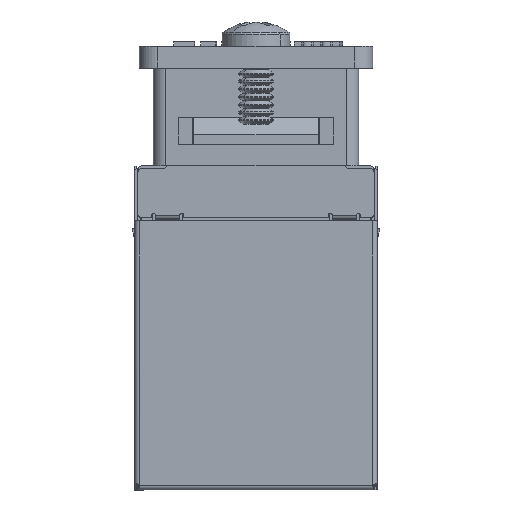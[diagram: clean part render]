
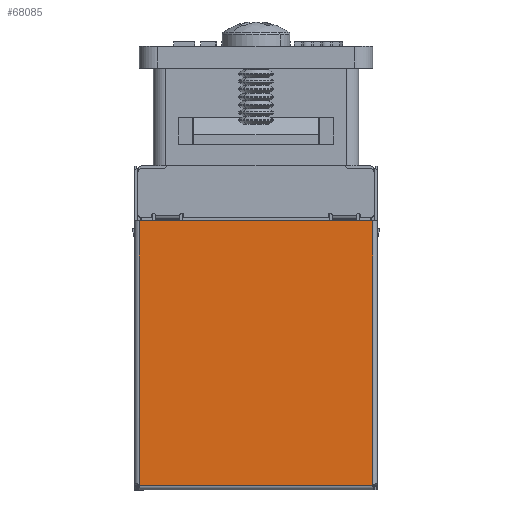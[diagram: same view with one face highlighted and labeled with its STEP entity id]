
A CAD part, front view. The second image highlights one B-rep face of the part: STEP entity #68085.
In plain terms, the highlighted face is planar.
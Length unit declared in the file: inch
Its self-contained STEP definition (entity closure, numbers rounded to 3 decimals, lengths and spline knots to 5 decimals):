
#3688 = CARTESIAN_POINT ( 'NONE',  ( -0.376, 0.00394, -0.31752 ) ) ;
#5612 = VERTEX_POINT ( 'NONE', #3688 ) ;
#19844 = CARTESIAN_POINT ( 'NONE',  ( 0.37604, 0.00393, -0.31752 ) ) ;
#20084 = DIRECTION ( 'NONE',  ( -1., 0., 0. ) ) ;
#20085 = VECTOR ( 'NONE', #20084, 39.37008 ) ;
#20099 = CARTESIAN_POINT ( 'NONE',  ( 0.38976, 0.00394, -0.31752 ) ) ;
#20100 = LINE ( 'NONE', #20099, #20085 ) ;
#20940 = AXIS2_PLACEMENT_3D ( 'NONE', #21012, #20994, #20993 ) ;
#20993 = DIRECTION ( 'NONE',  ( 0., -1., 0. ) ) ;
#20994 = DIRECTION ( 'NONE',  ( 0., 0., 1. ) ) ;
#20999 = FACE_OUTER_BOUND ( 'NONE', #67944, .T. ) ;
#21012 = CARTESIAN_POINT ( 'NONE',  ( 0.38976, -0.00984, -0.31752 ) ) ;
#21048 = PLANE ( 'NONE',  #20940 ) ;
#21067 = CARTESIAN_POINT ( 'NONE',  ( -0.37598, 0.85512, -0.31752 ) ) ;
#21068 = LINE ( 'NONE', #21067, #21254 ) ;
#21253 = DIRECTION ( 'NONE',  ( 0., 1., 0. ) ) ;
#21254 = VECTOR ( 'NONE', #21253, 39.37008 ) ;
#21547 = DIRECTION ( 'NONE',  ( 0., -1., 0. ) ) ;
#21548 = VECTOR ( 'NONE', #21547, 39.37008 ) ;
#21549 = CARTESIAN_POINT ( 'NONE',  ( 0.37598, 0.01067, -0.31752 ) ) ;
#21550 = LINE ( 'NONE', #21549, #21548 ) ;
#23732 = DIRECTION ( 'NONE',  ( -1., 0., 0. ) ) ;
#23744 = CARTESIAN_POINT ( 'NONE',  ( 0.37598, 0.85512, -0.31752 ) ) ;
#23753 = CARTESIAN_POINT ( 'NONE',  ( 0.38976, 0.85512, -0.31752 ) ) ;
#23758 = VECTOR ( 'NONE', #23732, 39.37008 ) ;
#23763 = LINE ( 'NONE', #23753, #23758 ) ;
#23911 = CARTESIAN_POINT ( 'NONE',  ( -0.37598, 0.85512, -0.31752 ) ) ;
#67887 = VERTEX_POINT ( 'NONE', #19844 ) ;
#67944 = EDGE_LOOP ( 'NONE', ( #68020, #68092, #68080, #68156 ) ) ;
#67964 = EDGE_CURVE ( 'NONE', #67887, #5612, #20100, .T. ) ;
#68020 = ORIENTED_EDGE ( 'NONE', *, *, #67964, .T. ) ;
#68080 = ORIENTED_EDGE ( 'NONE', *, *, #68794, .F. ) ;
#68085 = ADVANCED_FACE ( 'NONE', ( #20999 ), #21048, .F. ) ;
#68092 = ORIENTED_EDGE ( 'NONE', *, *, #68112, .T. ) ;
#68112 = EDGE_CURVE ( 'NONE', #5612, #68797, #21068, .T. ) ;
#68156 = ORIENTED_EDGE ( 'NONE', *, *, #68160, .T. ) ;
#68160 = EDGE_CURVE ( 'NONE', #68804, #67887, #21550, .T. ) ;
#68794 = EDGE_CURVE ( 'NONE', #68804, #68797, #23763, .T. ) ;
#68797 = VERTEX_POINT ( 'NONE', #23911 ) ;
#68804 = VERTEX_POINT ( 'NONE', #23744 ) ;
